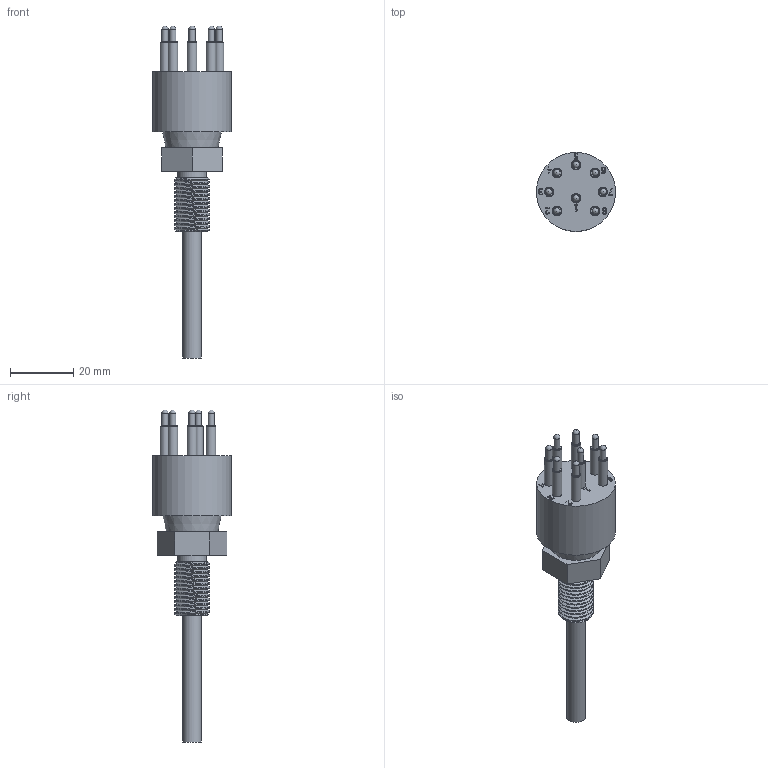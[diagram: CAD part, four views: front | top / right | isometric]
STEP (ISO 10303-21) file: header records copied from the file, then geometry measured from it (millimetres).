
FILE_DESCRIPTION(/* description */ (''),/* implementation_level */ '2;1');
FILE_NAME(/* name */ 'DBH8M.stp',/* time_stamp */ '2014-11-24T08:59:41+01:00',/* author */ ('sh'),/* organization */ (''),/* preprocessor_version */ 'ST-DEVELOPER v15.2',/* originating_system */ 'Autodesk Inventor 2014',/* authorisation */ '');
FILE_SCHEMA (('AUTOMOTIVE_DESIGN { 1 0 10303 214 3 1 1 }'));
Length unit declared in the file: millimetre
Products named in the file (1): DBH8M
Bounding box: 25 x 25 x 105 mm (x, y, z)
Volume: 16144.7 mm3; surface area: 6248.3 mm2
Topology: 1 solids, 1 shells, 216 faces, 545 edges, 358 vertices
Faces by surface type: plane 91, bspline 84, cylinder 22, cone 11, sphere 8
Full cylindrical faces by diameter (mm): 2 x8, 3 x8, 6 x1, 9.113 x1, 12.65 x1, 17.15 x1, 25 x1
Entity records: 9238 total; most frequent: CARTESIAN_POINT 4671, ORIENTED_EDGE 998, DIRECTION 646, EDGE_CURVE 499, VERTEX_POINT 350, EDGE_LOOP 281, LINE 268, VECTOR 268
